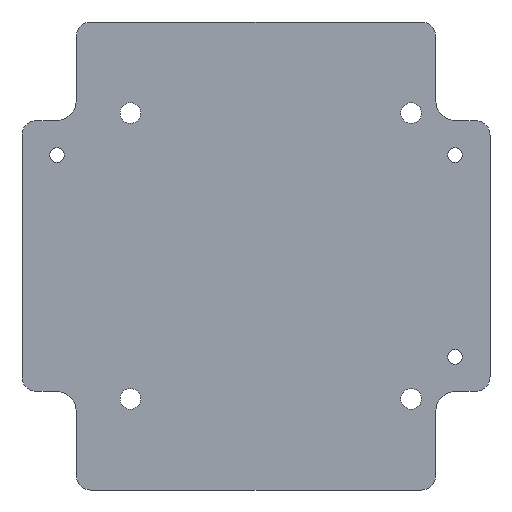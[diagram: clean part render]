
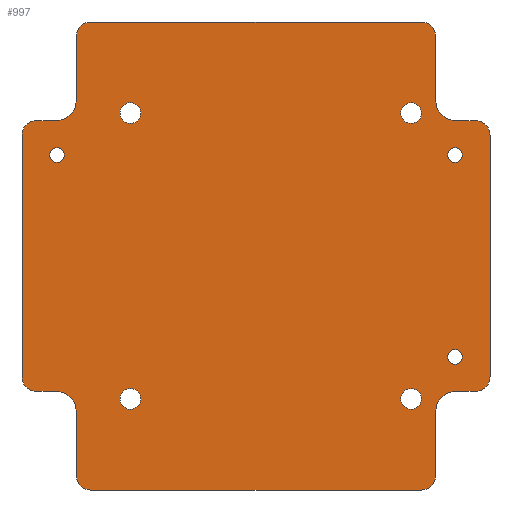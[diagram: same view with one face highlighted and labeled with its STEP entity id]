
A CAD part, front view. The second image highlights one B-rep face of the part: STEP entity #997.
In plain terms, the highlighted planar face has unit normal (0, -1, 0).
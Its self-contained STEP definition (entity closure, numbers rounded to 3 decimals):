
#213=FACE_BOUND('',#315,.T.);
#214=FACE_BOUND('',#316,.T.);
#215=FACE_BOUND('',#317,.T.);
#216=FACE_BOUND('',#318,.T.);
#217=FACE_BOUND('',#319,.T.);
#218=FACE_BOUND('',#320,.T.);
#219=FACE_BOUND('',#321,.T.);
#235=PLANE('',#1098);
#268=FACE_OUTER_BOUND('',#314,.T.);
#314=EDGE_LOOP('',(#873,#874,#875,#876,#877,#878,#879,#880,#881,#882,#883,
#884,#885,#886,#887,#888,#889,#890,#891,#892,#893,#894,#895,#896));
#315=EDGE_LOOP('',(#897));
#316=EDGE_LOOP('',(#898));
#317=EDGE_LOOP('',(#899));
#318=EDGE_LOOP('',(#900));
#319=EDGE_LOOP('',(#901));
#320=EDGE_LOOP('',(#902));
#321=EDGE_LOOP('',(#903));
#343=LINE('',#1558,#401);
#357=LINE('',#1623,#415);
#362=LINE('',#1636,#420);
#365=LINE('',#1645,#423);
#371=LINE('',#1660,#429);
#374=LINE('',#1669,#432);
#377=LINE('',#1676,#435);
#379=LINE('',#1682,#437);
#383=LINE('',#1694,#441);
#384=LINE('',#1696,#442);
#385=LINE('',#1698,#443);
#386=LINE('',#1700,#444);
#401=VECTOR('',#1219,10.);
#415=VECTOR('',#1275,10.);
#420=VECTOR('',#1290,10.);
#423=VECTOR('',#1299,10.);
#429=VECTOR('',#1315,10.);
#432=VECTOR('',#1324,10.);
#435=VECTOR('',#1333,10.);
#437=VECTOR('',#1341,10.);
#441=VECTOR('',#1355,10.);
#442=VECTOR('',#1358,10.);
#443=VECTOR('',#1361,10.);
#444=VECTOR('',#1364,10.);
#453=CIRCLE('',#1031,2.1);
#456=CIRCLE('',#1035,2.1);
#459=CIRCLE('',#1039,2.1);
#462=CIRCLE('',#1043,2.1);
#464=CIRCLE('',#1046,3.);
#482=CIRCLE('',#1067,3.);
#483=CIRCLE('',#1070,3.);
#484=CIRCLE('',#1072,3.);
#485=CIRCLE('',#1075,3.);
#486=CIRCLE('',#1078,3.);
#487=CIRCLE('',#1080,3.);
#488=CIRCLE('',#1083,3.);
#489=CIRCLE('',#1086,4.);
#490=CIRCLE('',#1089,4.);
#491=CIRCLE('',#1092,4.);
#492=CIRCLE('',#1094,4.);
#493=CIRCLE('',#1099,1.5);
#494=CIRCLE('',#1100,1.5);
#495=CIRCLE('',#1101,1.5);
#535=VERTEX_POINT('',#1517);
#538=VERTEX_POINT('',#1525);
#541=VERTEX_POINT('',#1533);
#544=VERTEX_POINT('',#1541);
#547=VERTEX_POINT('',#1548);
#548=VERTEX_POINT('',#1550);
#550=VERTEX_POINT('',#1556);
#578=VERTEX_POINT('',#1616);
#579=VERTEX_POINT('',#1617);
#580=VERTEX_POINT('',#1622);
#581=VERTEX_POINT('',#1626);
#582=VERTEX_POINT('',#1630);
#583=VERTEX_POINT('',#1634);
#584=VERTEX_POINT('',#1638);
#585=VERTEX_POINT('',#1639);
#586=VERTEX_POINT('',#1644);
#587=VERTEX_POINT('',#1648);
#588=VERTEX_POINT('',#1652);
#589=VERTEX_POINT('',#1653);
#590=VERTEX_POINT('',#1658);
#591=VERTEX_POINT('',#1662);
#592=VERTEX_POINT('',#1664);
#593=VERTEX_POINT('',#1668);
#594=VERTEX_POINT('',#1672);
#595=VERTEX_POINT('',#1678);
#596=VERTEX_POINT('',#1684);
#597=VERTEX_POINT('',#1688);
#598=VERTEX_POINT('',#1690);
#599=VERTEX_POINT('',#1701);
#600=VERTEX_POINT('',#1703);
#601=VERTEX_POINT('',#1705);
#614=EDGE_CURVE('',#535,#535,#453,.T.);
#618=EDGE_CURVE('',#538,#538,#456,.T.);
#622=EDGE_CURVE('',#541,#541,#459,.T.);
#626=EDGE_CURVE('',#544,#544,#462,.T.);
#629=EDGE_CURVE('',#547,#548,#464,.T.);
#633=EDGE_CURVE('',#550,#547,#343,.T.);
#662=EDGE_CURVE('',#578,#579,#482,.T.);
#665=EDGE_CURVE('',#579,#580,#357,.T.);
#667=EDGE_CURVE('',#580,#581,#483,.T.);
#669=EDGE_CURVE('',#582,#550,#484,.T.);
#672=EDGE_CURVE('',#582,#583,#362,.T.);
#673=EDGE_CURVE('',#584,#585,#485,.T.);
#676=EDGE_CURVE('',#585,#586,#365,.T.);
#678=EDGE_CURVE('',#586,#587,#486,.T.);
#680=EDGE_CURVE('',#588,#589,#487,.T.);
#684=EDGE_CURVE('',#588,#590,#371,.T.);
#686=EDGE_CURVE('',#591,#592,#488,.T.);
#688=EDGE_CURVE('',#593,#592,#374,.T.);
#691=EDGE_CURVE('',#594,#583,#489,.T.);
#692=EDGE_CURVE('',#594,#587,#377,.T.);
#694=EDGE_CURVE('',#595,#590,#490,.T.);
#695=EDGE_CURVE('',#595,#548,#379,.T.);
#696=EDGE_CURVE('',#593,#596,#491,.T.);
#699=EDGE_CURVE('',#597,#598,#492,.T.);
#701=EDGE_CURVE('',#597,#581,#383,.T.);
#702=EDGE_CURVE('',#578,#596,#384,.T.);
#703=EDGE_CURVE('',#584,#598,#385,.T.);
#704=EDGE_CURVE('',#589,#591,#386,.T.);
#705=EDGE_CURVE('',#599,#599,#493,.T.);
#706=EDGE_CURVE('',#600,#600,#494,.T.);
#707=EDGE_CURVE('',#601,#601,#495,.T.);
#873=ORIENTED_EDGE('',*,*,#629,.F.);
#874=ORIENTED_EDGE('',*,*,#633,.F.);
#875=ORIENTED_EDGE('',*,*,#669,.F.);
#876=ORIENTED_EDGE('',*,*,#672,.T.);
#877=ORIENTED_EDGE('',*,*,#691,.F.);
#878=ORIENTED_EDGE('',*,*,#692,.T.);
#879=ORIENTED_EDGE('',*,*,#678,.F.);
#880=ORIENTED_EDGE('',*,*,#676,.F.);
#881=ORIENTED_EDGE('',*,*,#673,.F.);
#882=ORIENTED_EDGE('',*,*,#703,.T.);
#883=ORIENTED_EDGE('',*,*,#699,.F.);
#884=ORIENTED_EDGE('',*,*,#701,.T.);
#885=ORIENTED_EDGE('',*,*,#667,.F.);
#886=ORIENTED_EDGE('',*,*,#665,.F.);
#887=ORIENTED_EDGE('',*,*,#662,.F.);
#888=ORIENTED_EDGE('',*,*,#702,.T.);
#889=ORIENTED_EDGE('',*,*,#696,.F.);
#890=ORIENTED_EDGE('',*,*,#688,.T.);
#891=ORIENTED_EDGE('',*,*,#686,.F.);
#892=ORIENTED_EDGE('',*,*,#704,.F.);
#893=ORIENTED_EDGE('',*,*,#680,.F.);
#894=ORIENTED_EDGE('',*,*,#684,.T.);
#895=ORIENTED_EDGE('',*,*,#694,.F.);
#896=ORIENTED_EDGE('',*,*,#695,.T.);
#897=ORIENTED_EDGE('',*,*,#614,.T.);
#898=ORIENTED_EDGE('',*,*,#618,.T.);
#899=ORIENTED_EDGE('',*,*,#622,.T.);
#900=ORIENTED_EDGE('',*,*,#626,.T.);
#901=ORIENTED_EDGE('',*,*,#705,.T.);
#902=ORIENTED_EDGE('',*,*,#706,.T.);
#903=ORIENTED_EDGE('',*,*,#707,.T.);
#997=ADVANCED_FACE('',(#268,#213,#214,#215,#216,#217,#218,#219),#235,.F.);
#1031=AXIS2_PLACEMENT_3D('',#1519,#1178,#1179);
#1035=AXIS2_PLACEMENT_3D('',#1527,#1187,#1188);
#1039=AXIS2_PLACEMENT_3D('',#1535,#1196,#1197);
#1043=AXIS2_PLACEMENT_3D('',#1543,#1205,#1206);
#1046=AXIS2_PLACEMENT_3D('',#1551,#1212,#1213);
#1067=AXIS2_PLACEMENT_3D('',#1618,#1269,#1270);
#1070=AXIS2_PLACEMENT_3D('',#1627,#1279,#1280);
#1072=AXIS2_PLACEMENT_3D('',#1631,#1284,#1285);
#1075=AXIS2_PLACEMENT_3D('',#1640,#1293,#1294);
#1078=AXIS2_PLACEMENT_3D('',#1649,#1303,#1304);
#1080=AXIS2_PLACEMENT_3D('',#1654,#1308,#1309);
#1083=AXIS2_PLACEMENT_3D('',#1665,#1319,#1320);
#1086=AXIS2_PLACEMENT_3D('',#1674,#1329,#1330);
#1089=AXIS2_PLACEMENT_3D('',#1680,#1337,#1338);
#1092=AXIS2_PLACEMENT_3D('',#1685,#1344,#1345);
#1094=AXIS2_PLACEMENT_3D('',#1691,#1350,#1351);
#1098=AXIS2_PLACEMENT_3D('',#1699,#1362,#1363);
#1099=AXIS2_PLACEMENT_3D('',#1702,#1365,#1366);
#1100=AXIS2_PLACEMENT_3D('',#1704,#1367,#1368);
#1101=AXIS2_PLACEMENT_3D('',#1706,#1369,#1370);
#1178=DIRECTION('center_axis',(0.,1.,0.));
#1179=DIRECTION('ref_axis',(1.,0.,0.));
#1187=DIRECTION('center_axis',(0.,1.,0.));
#1188=DIRECTION('ref_axis',(1.,0.,0.));
#1196=DIRECTION('center_axis',(0.,1.,0.));
#1197=DIRECTION('ref_axis',(1.,0.,0.));
#1205=DIRECTION('center_axis',(0.,1.,0.));
#1206=DIRECTION('ref_axis',(1.,0.,0.));
#1212=DIRECTION('center_axis',(0.,1.,0.));
#1213=DIRECTION('ref_axis',(-0.707,0.,0.707));
#1219=DIRECTION('',(0.,0.,1.));
#1269=DIRECTION('center_axis',(0.,1.,0.));
#1270=DIRECTION('ref_axis',(0.707,0.,0.707));
#1275=DIRECTION('',(0.,0.,-1.));
#1279=DIRECTION('center_axis',(0.,1.,0.));
#1280=DIRECTION('ref_axis',(0.707,0.,-0.707));
#1284=DIRECTION('center_axis',(0.,1.,0.));
#1285=DIRECTION('ref_axis',(-0.707,0.,-0.707));
#1290=DIRECTION('',(1.,0.,0.));
#1293=DIRECTION('center_axis',(0.,1.,0.));
#1294=DIRECTION('ref_axis',(0.707,0.,-0.707));
#1299=DIRECTION('',(-1.,0.,0.));
#1303=DIRECTION('center_axis',(0.,1.,0.));
#1304=DIRECTION('ref_axis',(-0.707,0.,-0.707));
#1308=DIRECTION('center_axis',(0.,1.,0.));
#1309=DIRECTION('ref_axis',(-0.707,0.,0.707));
#1315=DIRECTION('',(0.,0.,-1.));
#1319=DIRECTION('center_axis',(0.,1.,0.));
#1320=DIRECTION('ref_axis',(0.707,0.,0.707));
#1324=DIRECTION('',(0.,0.,1.));
#1329=DIRECTION('center_axis',(0.,-1.,0.));
#1330=DIRECTION('ref_axis',(0.707,0.,0.707));
#1333=DIRECTION('',(0.,0.,-1.));
#1337=DIRECTION('center_axis',(0.,-1.,0.));
#1338=DIRECTION('ref_axis',(0.707,0.,-0.707));
#1341=DIRECTION('',(-1.,0.,0.));
#1344=DIRECTION('center_axis',(0.,-1.,0.));
#1345=DIRECTION('ref_axis',(-0.707,0.,-0.707));
#1350=DIRECTION('center_axis',(0.,-1.,0.));
#1351=DIRECTION('ref_axis',(-0.707,0.,0.707));
#1355=DIRECTION('',(1.,0.,0.));
#1358=DIRECTION('',(-1.,0.,0.));
#1361=DIRECTION('',(0.,0.,1.));
#1362=DIRECTION('center_axis',(0.,1.,0.));
#1363=DIRECTION('ref_axis',(0.,0.,1.));
#1364=DIRECTION('',(1.,0.,0.));
#1365=DIRECTION('center_axis',(0.,1.,0.));
#1366=DIRECTION('ref_axis',(1.,0.,0.));
#1367=DIRECTION('center_axis',(0.,1.,0.));
#1368=DIRECTION('ref_axis',(1.,0.,0.));
#1369=DIRECTION('center_axis',(0.,1.,0.));
#1370=DIRECTION('ref_axis',(1.,0.,0.));
#1517=CARTESIAN_POINT('',(29.4,0.,-29.));
#1519=CARTESIAN_POINT('Origin',(31.5,0.,-29.));
#1525=CARTESIAN_POINT('',(-27.6,0.,29.));
#1527=CARTESIAN_POINT('Origin',(-25.5,0.,29.));
#1533=CARTESIAN_POINT('',(-27.6,0.,-29.));
#1535=CARTESIAN_POINT('Origin',(-25.5,0.,-29.));
#1541=CARTESIAN_POINT('',(29.4,0.,29.));
#1543=CARTESIAN_POINT('Origin',(31.5,0.,29.));
#1548=CARTESIAN_POINT('',(-47.5,0.,24.5));
#1550=CARTESIAN_POINT('',(-44.5,0.,27.5));
#1551=CARTESIAN_POINT('Origin',(-44.5,0.,24.5));
#1556=CARTESIAN_POINT('',(-47.5,0.,-24.5));
#1558=CARTESIAN_POINT('',(-47.5,0.,-47.5));
#1616=CARTESIAN_POINT('',(44.5,0.,27.5));
#1617=CARTESIAN_POINT('',(47.5,0.,24.5));
#1618=CARTESIAN_POINT('Origin',(44.5,0.,24.5));
#1622=CARTESIAN_POINT('',(47.5,0.,-24.5));
#1623=CARTESIAN_POINT('',(47.5,0.,47.5));
#1626=CARTESIAN_POINT('',(44.5,0.,-27.5));
#1627=CARTESIAN_POINT('Origin',(44.5,0.,-24.5));
#1630=CARTESIAN_POINT('',(-44.5,0.,-27.5));
#1631=CARTESIAN_POINT('Origin',(-44.5,0.,-24.5));
#1634=CARTESIAN_POINT('',(-40.5,0.,-27.5));
#1636=CARTESIAN_POINT('',(-18.25,0.,-27.5));
#1638=CARTESIAN_POINT('',(36.5,0.,-44.5));
#1639=CARTESIAN_POINT('',(33.5,0.,-47.5));
#1640=CARTESIAN_POINT('Origin',(33.5,0.,-44.5));
#1644=CARTESIAN_POINT('',(-33.5,0.,-47.5));
#1645=CARTESIAN_POINT('',(47.5,0.,-47.5));
#1648=CARTESIAN_POINT('',(-36.5,0.,-44.5));
#1649=CARTESIAN_POINT('Origin',(-33.5,0.,-44.5));
#1652=CARTESIAN_POINT('',(-36.5,0.,44.5));
#1653=CARTESIAN_POINT('',(-33.5,0.,47.5));
#1654=CARTESIAN_POINT('Origin',(-33.5,0.,44.5));
#1658=CARTESIAN_POINT('',(-36.5,0.,31.5));
#1660=CARTESIAN_POINT('',(-36.5,0.,13.75));
#1662=CARTESIAN_POINT('',(33.5,0.,47.5));
#1664=CARTESIAN_POINT('',(36.5,0.,44.5));
#1665=CARTESIAN_POINT('Origin',(33.5,0.,44.5));
#1668=CARTESIAN_POINT('',(36.5,0.,31.5));
#1669=CARTESIAN_POINT('',(36.5,0.,23.75));
#1672=CARTESIAN_POINT('',(-36.5,0.,-31.5));
#1674=CARTESIAN_POINT('Origin',(-40.5,0.,-31.5));
#1676=CARTESIAN_POINT('',(-36.5,0.,-23.75));
#1678=CARTESIAN_POINT('',(-40.5,0.,27.5));
#1680=CARTESIAN_POINT('Origin',(-40.5,0.,31.5));
#1682=CARTESIAN_POINT('',(-23.75,0.,27.5));
#1684=CARTESIAN_POINT('',(40.5,0.,27.5));
#1685=CARTESIAN_POINT('Origin',(40.5,0.,31.5));
#1688=CARTESIAN_POINT('',(40.5,0.,-27.5));
#1690=CARTESIAN_POINT('',(36.5,0.,-31.5));
#1691=CARTESIAN_POINT('Origin',(40.5,0.,-31.5));
#1694=CARTESIAN_POINT('',(23.75,0.,-27.5));
#1696=CARTESIAN_POINT('',(18.25,0.,27.5));
#1698=CARTESIAN_POINT('',(36.5,0.,-13.75));
#1699=CARTESIAN_POINT('Origin',(0.,0.,0.));
#1700=CARTESIAN_POINT('',(-47.5,0.,47.5));
#1701=CARTESIAN_POINT('',(38.895,0.,-20.471));
#1702=CARTESIAN_POINT('Origin',(40.395,0.,-20.471));
#1703=CARTESIAN_POINT('',(-41.895,0.,20.471));
#1704=CARTESIAN_POINT('Origin',(-40.395,0.,20.471));
#1705=CARTESIAN_POINT('',(38.895,0.,20.471));
#1706=CARTESIAN_POINT('Origin',(40.395,0.,20.471));
